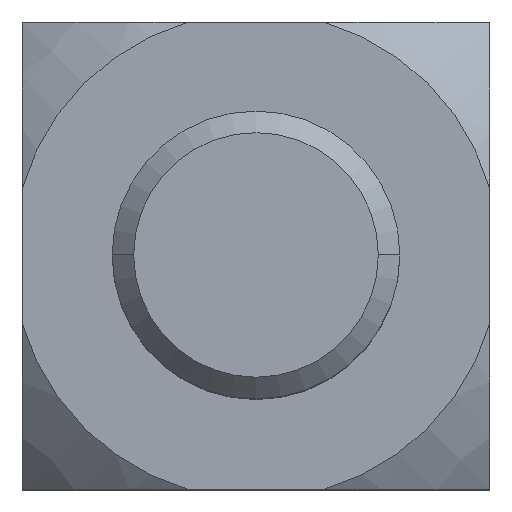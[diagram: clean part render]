
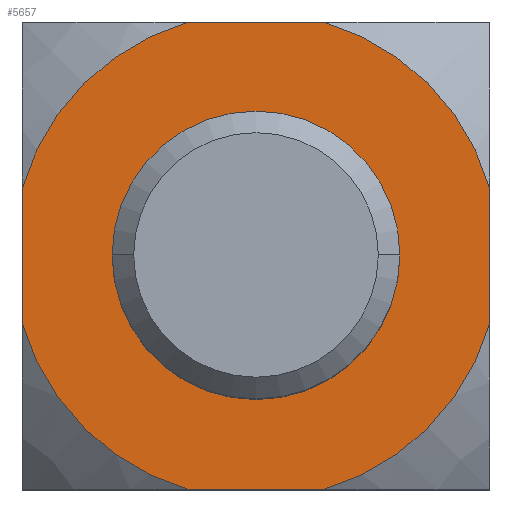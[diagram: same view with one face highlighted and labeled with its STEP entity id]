
A CAD part, top view. The second image highlights one B-rep face of the part: STEP entity #5657.
In plain terms, the highlighted planar face has unit normal (0, 0, 1).
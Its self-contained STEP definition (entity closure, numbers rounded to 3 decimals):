
#5383=CARTESIAN_POINT('',(-1.881,-6.5,7.5));
#5384=VERTEX_POINT('',#5383);
#5394=CARTESIAN_POINT('',(-6.5,-1.881,7.5));
#5395=VERTEX_POINT('',#5394);
#5396=CARTESIAN_POINT('',(0.0,0.,7.5));
#5397=DIRECTION('',(0.0,0.0,1.0));
#5398=DIRECTION('',(0.0,1.0,0.0));
#5399=AXIS2_PLACEMENT_3D('',#5396,#5397,#5398);
#5400=CIRCLE('',#5399,6.767);
#5401=EDGE_CURVE('',#5395,#5384,#5400,.T.);
#5418=CARTESIAN_POINT('',(6.5,-1.881,7.5));
#5419=VERTEX_POINT('',#5418);
#5429=CARTESIAN_POINT('',(1.881,-6.5,7.5));
#5430=VERTEX_POINT('',#5429);
#5431=CARTESIAN_POINT('',(0.0,0.,7.5));
#5432=DIRECTION('',(0.0,0.0,1.0));
#5433=DIRECTION('',(0.0,1.0,0.0));
#5434=AXIS2_PLACEMENT_3D('',#5431,#5432,#5433);
#5435=CIRCLE('',#5434,6.767);
#5436=EDGE_CURVE('',#5430,#5419,#5435,.T.);
#5455=CARTESIAN_POINT('',(-1.881,6.5,7.5));
#5456=VERTEX_POINT('',#5455);
#5464=CARTESIAN_POINT('',(-6.5,1.881,7.5));
#5465=VERTEX_POINT('',#5464);
#5473=CARTESIAN_POINT('',(0.0,0.,7.5));
#5474=DIRECTION('',(0.0,0.0,1.0));
#5475=DIRECTION('',(0.0,1.0,0.0));
#5476=AXIS2_PLACEMENT_3D('',#5473,#5474,#5475);
#5477=CIRCLE('',#5476,6.767);
#5478=EDGE_CURVE('',#5456,#5465,#5477,.T.);
#5488=CARTESIAN_POINT('',(1.881,6.5,7.5));
#5489=VERTEX_POINT('',#5488);
#5499=CARTESIAN_POINT('',(6.5,1.881,7.5));
#5500=VERTEX_POINT('',#5499);
#5501=CARTESIAN_POINT('',(0.0,0.,7.5));
#5502=DIRECTION('',(0.0,0.0,1.0));
#5503=DIRECTION('',(0.0,1.0,0.0));
#5504=AXIS2_PLACEMENT_3D('',#5501,#5502,#5503);
#5505=CIRCLE('',#5504,6.767);
#5506=EDGE_CURVE('',#5500,#5489,#5505,.T.);
#5547=CARTESIAN_POINT('',(-6.5,-1.881,7.5));
#5548=DIRECTION('',(0.0,1.0,0.0));
#5549=VECTOR('',#5548,3.763);
#5550=LINE('',#5547,#5549);
#5551=EDGE_CURVE('',#5395,#5465,#5550,.T.);
#5578=CARTESIAN_POINT('',(-1.881,6.5,7.5));
#5579=DIRECTION('',(1.0,0.0,0.0));
#5580=VECTOR('',#5579,3.763);
#5581=LINE('',#5578,#5580);
#5582=EDGE_CURVE('',#5456,#5489,#5581,.T.);
#5593=CARTESIAN_POINT('',(6.5,1.881,7.5));
#5594=DIRECTION('',(0.0,-1.0,0.0));
#5595=VECTOR('',#5594,3.763);
#5596=LINE('',#5593,#5595);
#5597=EDGE_CURVE('',#5500,#5419,#5596,.T.);
#5624=CARTESIAN_POINT('',(1.881,-6.5,7.5));
#5625=DIRECTION('',(-1.0,0.0,0.0));
#5626=VECTOR('',#5625,3.763);
#5627=LINE('',#5624,#5626);
#5628=EDGE_CURVE('',#5430,#5384,#5627,.T.);
#5642=CARTESIAN_POINT('',(0.,0.,7.5));
#5643=DIRECTION('',(0.0,0.0,1.0));
#5644=DIRECTION('',(-1.0,0.0,0.0));
#5645=AXIS2_PLACEMENT_3D('',#5642,#5643,#5644);
#5646=PLANE('',#5645);
#5647=ORIENTED_EDGE('',*,*,#5506,.T.);
#5648=ORIENTED_EDGE('',*,*,#5582,.F.);
#5649=ORIENTED_EDGE('',*,*,#5478,.T.);
#5650=ORIENTED_EDGE('',*,*,#5551,.F.);
#5651=ORIENTED_EDGE('',*,*,#5401,.T.);
#5652=ORIENTED_EDGE('',*,*,#5628,.F.);
#5653=ORIENTED_EDGE('',*,*,#5436,.T.);
#5654=ORIENTED_EDGE('',*,*,#5597,.F.);
#5655=EDGE_LOOP('',(#5647,#5648,#5649,#5650,#5651,#5652,#5653,#5654));
#5656=FACE_OUTER_BOUND('',#5655,.T.);
#5657=ADVANCED_FACE('',(#5656),#5646,.T.);
